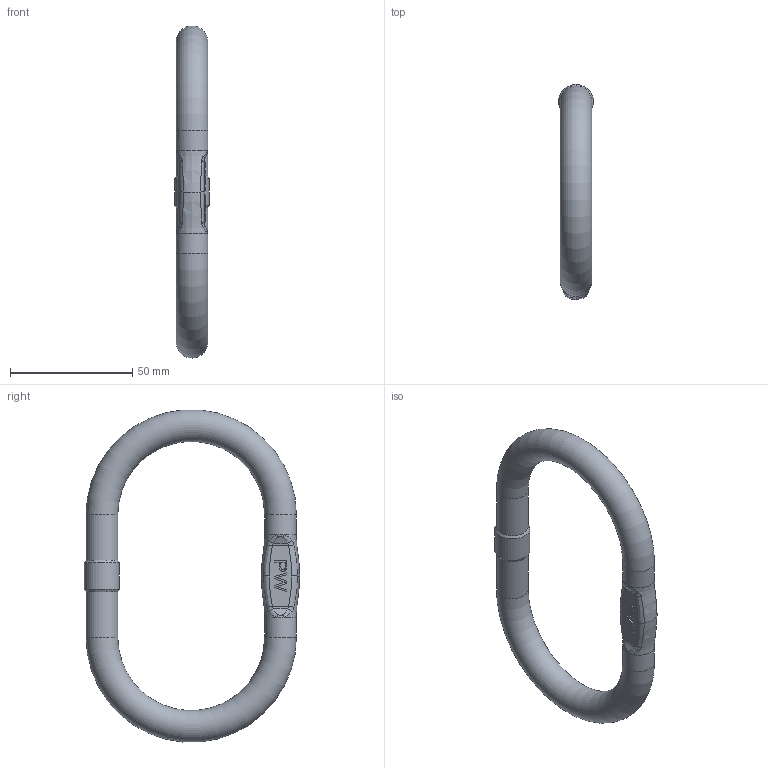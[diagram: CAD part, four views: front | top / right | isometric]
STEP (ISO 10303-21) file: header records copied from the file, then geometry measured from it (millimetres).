
FILE_DESCRIPTION(/* description */ (''),/* implementation_level */ '2;1');
FILE_NAME(/* name */ 'AWP 13 Kundenmodell.stp',/* time_stamp */ '2022-08-25T16:42:43+02:00',/* author */ (''),/* organization */ (''),/* preprocessor_version */ 'ST-DEVELOPER v16',/* originating_system */ 'SIEMENS PLM Software NX 11.0',/* authorisation */ '');
FILE_SCHEMA (('AUTOMOTIVE_DESIGN { 1 0 10303 214 3 1 1 1 }'));
Length unit declared in the file: millimetre
Products named in the file (1): baf06442CD45tm1
Bounding box: 14.3 x 87.95 x 135.73 mm (x, y, z)
Volume: 44067 mm3; surface area: 13682 mm2
Topology: 1 solids, 1 shells, 149 faces, 376 edges, 240 vertices
Faces by surface type: plane 73, bspline 32, extrusion 31, cylinder 9, torus 2, cone 2
Full cylindrical faces by diameter (mm): 13 x4, 14.3 x1
Entity records: 6252 total; most frequent: CARTESIAN_POINT 3182, ORIENTED_EDGE 722, DIRECTION 416, EDGE_CURVE 361, VERTEX_POINT 234, B_SPLINE_CURVE_WITH_KNOTS 213, VECTOR 178, EDGE_LOOP 171
